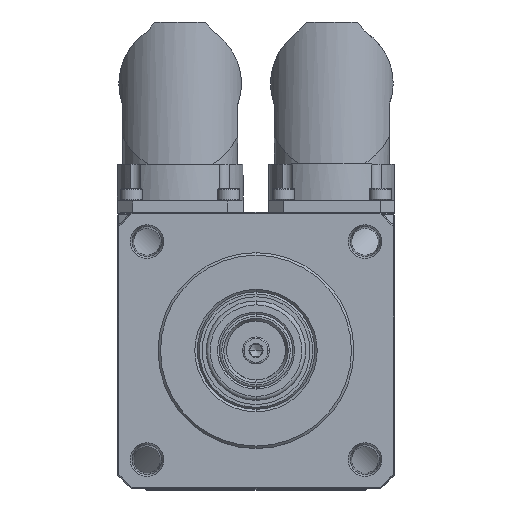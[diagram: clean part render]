
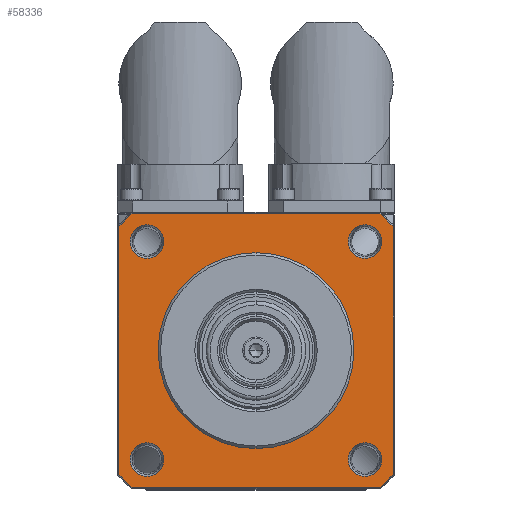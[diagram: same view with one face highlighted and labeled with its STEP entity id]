
A CAD part, top view. The second image highlights one B-rep face of the part: STEP entity #58336.
In plain terms, the highlighted planar face has unit normal (0, 0, 1).
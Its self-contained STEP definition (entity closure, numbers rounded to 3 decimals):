
#23668=DIRECTION('',(-1.,0.,0.));
#23669=VECTOR('',#23668,50.647);
#23670=CARTESIAN_POINT('',(25.323,-28.011,39.7));
#23671=LINE('',#23670,#23669);
#23683=CARTESIAN_POINT('',(0.,0.,39.7));
#23684=DIRECTION('',(0.,0.,-1.));
#23685=DIRECTION('',(-0.742,0.671,0.));
#23686=AXIS2_PLACEMENT_3D('',#23683,#23684,#23685);
#23688=CARTESIAN_POINT('',(0.,0.,39.7));
#23689=DIRECTION('',(0.,0.,-1.));
#23690=DIRECTION('',(0.671,0.742,0.));
#23691=AXIS2_PLACEMENT_3D('',#23688,#23689,#23690);
#23693=CARTESIAN_POINT('',(0.,0.,39.7));
#23694=DIRECTION('',(0.,0.,-1.));
#23695=DIRECTION('',(0.742,-0.671,0.));
#23696=AXIS2_PLACEMENT_3D('',#23693,#23694,#23695);
#23698=CARTESIAN_POINT('',(0.,0.,39.7));
#23699=DIRECTION('',(0.,0.,-1.));
#23700=DIRECTION('',(-0.671,-0.742,0.));
#23701=AXIS2_PLACEMENT_3D('',#23698,#23699,#23700);
#23703=CARTESIAN_POINT('',(22.274,22.274,39.7));
#23704=DIRECTION('',(0.,0.,-1.));
#23705=DIRECTION('',(1.,0.,0.));
#23706=AXIS2_PLACEMENT_3D('',#23703,#23704,#23705);
#23708=CARTESIAN_POINT('',(22.274,22.274,39.7));
#23709=DIRECTION('',(0.,0.,-1.));
#23710=DIRECTION('',(-1.,0.,0.));
#23711=AXIS2_PLACEMENT_3D('',#23708,#23709,#23710);
#23713=CARTESIAN_POINT('',(-22.274,22.274,39.7));
#23714=DIRECTION('',(0.,0.,-1.));
#23715=DIRECTION('',(-1.,0.,0.));
#23716=AXIS2_PLACEMENT_3D('',#23713,#23714,#23715);
#23718=CARTESIAN_POINT('',(-22.274,22.274,39.7));
#23719=DIRECTION('',(0.,0.,-1.));
#23720=DIRECTION('',(1.,0.,0.));
#23721=AXIS2_PLACEMENT_3D('',#23718,#23719,#23720);
#23723=CARTESIAN_POINT('',(-22.274,-22.274,39.7));
#23724=DIRECTION('',(0.,0.,-1.));
#23725=DIRECTION('',(1.,0.,0.));
#23726=AXIS2_PLACEMENT_3D('',#23723,#23724,#23725);
#23728=CARTESIAN_POINT('',(-22.274,-22.274,39.7));
#23729=DIRECTION('',(0.,0.,-1.));
#23730=DIRECTION('',(-1.,0.,0.));
#23731=AXIS2_PLACEMENT_3D('',#23728,#23729,#23730);
#23733=CARTESIAN_POINT('',(22.274,-22.274,39.7));
#23734=DIRECTION('',(0.,0.,-1.));
#23735=DIRECTION('',(1.,0.,0.));
#23736=AXIS2_PLACEMENT_3D('',#23733,#23734,#23735);
#23738=CARTESIAN_POINT('',(22.274,-22.274,39.7));
#23739=DIRECTION('',(0.,0.,-1.));
#23740=DIRECTION('',(-1.,0.,0.));
#23741=AXIS2_PLACEMENT_3D('',#23738,#23739,#23740);
#23743=DIRECTION('',(0.,1.,0.));
#23744=VECTOR('',#23743,50.647);
#23745=CARTESIAN_POINT('',(-28.011,-25.323,39.7));
#23746=LINE('',#23745,#23744);
#23782=DIRECTION('',(1.,0.,0.));
#23783=VECTOR('',#23782,50.647);
#23784=CARTESIAN_POINT('',(-25.323,28.011,39.7));
#23785=LINE('',#23784,#23783);
#23809=DIRECTION('',(0.,-1.,0.));
#23810=VECTOR('',#23809,50.647);
#23811=CARTESIAN_POINT('',(28.011,25.323,39.7));
#23812=LINE('',#23811,#23810);
#23844=CARTESIAN_POINT('',(0.,0.,39.7));
#23845=DIRECTION('',(0.,0.,1.));
#23846=DIRECTION('',(0.,-1.,0.));
#23847=AXIS2_PLACEMENT_3D('',#23844,#23845,#23846);
#23849=CARTESIAN_POINT('',(0.,0.,39.7));
#23850=DIRECTION('',(0.,0.,-1.));
#23851=DIRECTION('',(0.,-1.,0.));
#23852=AXIS2_PLACEMENT_3D('',#23849,#23850,#23851);
#26941=CARTESIAN_POINT('',(0.,-20.,39.7));
#26942=CARTESIAN_POINT('',(0.,20.,39.7));
#26943=VERTEX_POINT('',#26941);
#26944=VERTEX_POINT('',#26942);
#26945=CARTESIAN_POINT('',(-28.011,-25.323,39.7));
#26946=CARTESIAN_POINT('',(-28.011,25.323,39.7));
#26947=VERTEX_POINT('',#26945);
#26948=VERTEX_POINT('',#26946);
#26949=CARTESIAN_POINT('',(-25.323,28.011,39.7));
#26950=VERTEX_POINT('',#26949);
#26951=CARTESIAN_POINT('',(-25.323,-28.011,39.7));
#26952=VERTEX_POINT('',#26951);
#26953=CARTESIAN_POINT('',(25.323,-28.011,39.7));
#26954=VERTEX_POINT('',#26953);
#26955=CARTESIAN_POINT('',(28.011,-25.323,39.7));
#26956=VERTEX_POINT('',#26955);
#26957=CARTESIAN_POINT('',(28.011,25.323,39.7));
#26958=VERTEX_POINT('',#26957);
#26959=CARTESIAN_POINT('',(25.323,28.011,39.7));
#26960=VERTEX_POINT('',#26959);
#26977=CARTESIAN_POINT('',(25.713,22.274,39.7));
#26978=CARTESIAN_POINT('',(18.835,22.274,39.7));
#26979=VERTEX_POINT('',#26977);
#26980=VERTEX_POINT('',#26978);
#26981=CARTESIAN_POINT('',(-25.713,22.274,39.7));
#26982=CARTESIAN_POINT('',(-18.835,22.274,39.7));
#26983=VERTEX_POINT('',#26981);
#26984=VERTEX_POINT('',#26982);
#26985=CARTESIAN_POINT('',(-18.835,-22.274,39.7));
#26986=CARTESIAN_POINT('',(-25.713,-22.274,39.7));
#26987=VERTEX_POINT('',#26985);
#26988=VERTEX_POINT('',#26986);
#26989=CARTESIAN_POINT('',(25.713,-22.274,39.7));
#26990=CARTESIAN_POINT('',(18.835,-22.274,39.7));
#26991=VERTEX_POINT('',#26989);
#26992=VERTEX_POINT('',#26990);
#58284=CARTESIAN_POINT('',(0.,0.,39.7));
#58285=DIRECTION('',(0.,0.,-1.));
#58286=DIRECTION('',(0.,-1.,0.));
#58287=AXIS2_PLACEMENT_3D('',#58284,#58285,#58286);
#58288=PLANE('',#58287);
#58290=ORIENTED_EDGE('',*,*,#58289,.T.);
#58292=ORIENTED_EDGE('',*,*,#58291,.T.);
#58294=ORIENTED_EDGE('',*,*,#58293,.T.);
#58296=ORIENTED_EDGE('',*,*,#58295,.T.);
#58298=ORIENTED_EDGE('',*,*,#58297,.T.);
#58300=ORIENTED_EDGE('',*,*,#58299,.T.);
#58301=ORIENTED_EDGE('',*,*,#58274,.T.);
#58303=ORIENTED_EDGE('',*,*,#58302,.T.);
#58304=EDGE_LOOP('',(#58290,#58292,#58294,#58296,#58298,#58300,#58301,#58303));
#58305=FACE_OUTER_BOUND('',#58304,.F.);
#58307=ORIENTED_EDGE('',*,*,#58306,.T.);
#58309=ORIENTED_EDGE('',*,*,#58308,.F.);
#58310=EDGE_LOOP('',(#58307,#58309));
#58311=FACE_BOUND('',#58310,.F.);
#58313=ORIENTED_EDGE('',*,*,#58312,.F.);
#58315=ORIENTED_EDGE('',*,*,#58314,.F.);
#58316=EDGE_LOOP('',(#58313,#58315));
#58317=FACE_BOUND('',#58316,.F.);
#58319=ORIENTED_EDGE('',*,*,#58318,.F.);
#58321=ORIENTED_EDGE('',*,*,#58320,.F.);
#58322=EDGE_LOOP('',(#58319,#58321));
#58323=FACE_BOUND('',#58322,.F.);
#58325=ORIENTED_EDGE('',*,*,#58324,.F.);
#58327=ORIENTED_EDGE('',*,*,#58326,.F.);
#58328=EDGE_LOOP('',(#58325,#58327));
#58329=FACE_BOUND('',#58328,.F.);
#58331=ORIENTED_EDGE('',*,*,#58330,.F.);
#58333=ORIENTED_EDGE('',*,*,#58332,.F.);
#58334=EDGE_LOOP('',(#58331,#58333));
#58335=FACE_BOUND('',#58334,.F.);
#58336=ADVANCED_FACE('',(#58305,#58311,#58317,#58323,#58329,#58335),#58288,.F.);
#23687=CIRCLE('',#23686,37.761);
#23692=CIRCLE('',#23691,37.761);
#23697=CIRCLE('',#23696,37.761);
#23702=CIRCLE('',#23701,37.761);
#23707=CIRCLE('',#23706,3.439);
#23712=CIRCLE('',#23711,3.439);
#23717=CIRCLE('',#23716,3.439);
#23722=CIRCLE('',#23721,3.439);
#23727=CIRCLE('',#23726,3.439);
#23732=CIRCLE('',#23731,3.439);
#23737=CIRCLE('',#23736,3.439);
#23742=CIRCLE('',#23741,3.439);
#23848=CIRCLE('',#23847,20.);
#23853=CIRCLE('',#23852,20.);
#58274=EDGE_CURVE('',#26954,#26952,#23671,.T.);
#58289=EDGE_CURVE('',#26947,#26948,#23746,.T.);
#58291=EDGE_CURVE('',#26948,#26950,#23687,.T.);
#58293=EDGE_CURVE('',#26950,#26960,#23785,.T.);
#58295=EDGE_CURVE('',#26960,#26958,#23692,.T.);
#58297=EDGE_CURVE('',#26958,#26956,#23812,.T.);
#58299=EDGE_CURVE('',#26956,#26954,#23697,.T.);
#58302=EDGE_CURVE('',#26952,#26947,#23702,.T.);
#58306=EDGE_CURVE('',#26943,#26944,#23848,.T.);
#58308=EDGE_CURVE('',#26943,#26944,#23853,.T.);
#58312=EDGE_CURVE('',#26979,#26980,#23707,.T.);
#58314=EDGE_CURVE('',#26980,#26979,#23712,.T.);
#58318=EDGE_CURVE('',#26983,#26984,#23717,.T.);
#58320=EDGE_CURVE('',#26984,#26983,#23722,.T.);
#58324=EDGE_CURVE('',#26987,#26988,#23727,.T.);
#58326=EDGE_CURVE('',#26988,#26987,#23732,.T.);
#58330=EDGE_CURVE('',#26991,#26992,#23737,.T.);
#58332=EDGE_CURVE('',#26992,#26991,#23742,.T.);
